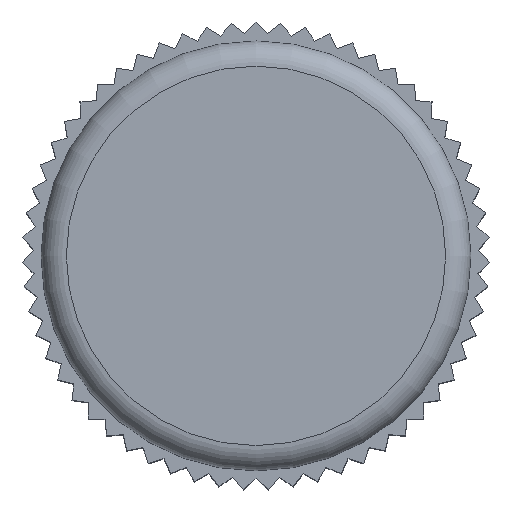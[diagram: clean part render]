
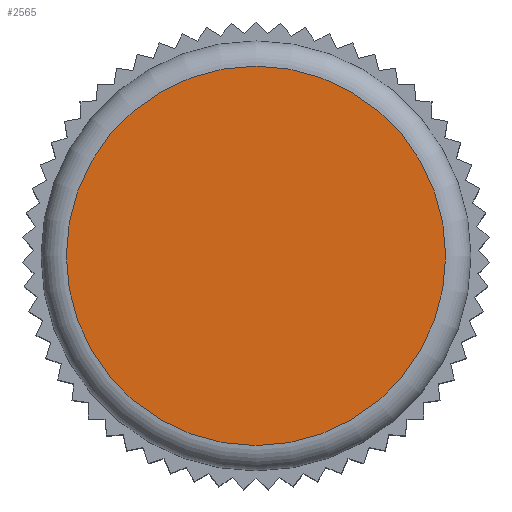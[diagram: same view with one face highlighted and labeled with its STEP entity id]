
A CAD part, top view. The second image highlights one B-rep face of the part: STEP entity #2565.
In plain terms, the highlighted planar face has unit normal (0, 0, 1).
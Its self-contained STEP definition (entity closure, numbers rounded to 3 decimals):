
#23=PLANE('',#2716);
#888=FACE_OUTER_BOUND('',#1023,.T.);
#1023=EDGE_LOOP('',(#1840));
#1158=CIRCLE('',#2711,7.5);
#1175=VERTEX_POINT('',#3545);
#1434=EDGE_CURVE('',#1175,#1175,#1158,.T.);
#1840=ORIENTED_EDGE('',*,*,#1434,.F.);
#2565=ADVANCED_FACE('',(#888),#23,.T.);
#2711=AXIS2_PLACEMENT_3D('',#3546,#2893,#2894);
#2716=AXIS2_PLACEMENT_3D('',#3554,#2904,#2905);
#2893=DIRECTION('center_axis',(0.,0.,-1.));
#2894=DIRECTION('ref_axis',(1.,0.,0.));
#2904=DIRECTION('center_axis',(0.,0.,1.));
#2905=DIRECTION('ref_axis',(1.,0.,0.));
#3545=CARTESIAN_POINT('',(-7.5,0.,20.));
#3546=CARTESIAN_POINT('Origin',(0.,0.,20.));
#3554=CARTESIAN_POINT('Origin',(0.,0.,20.));
